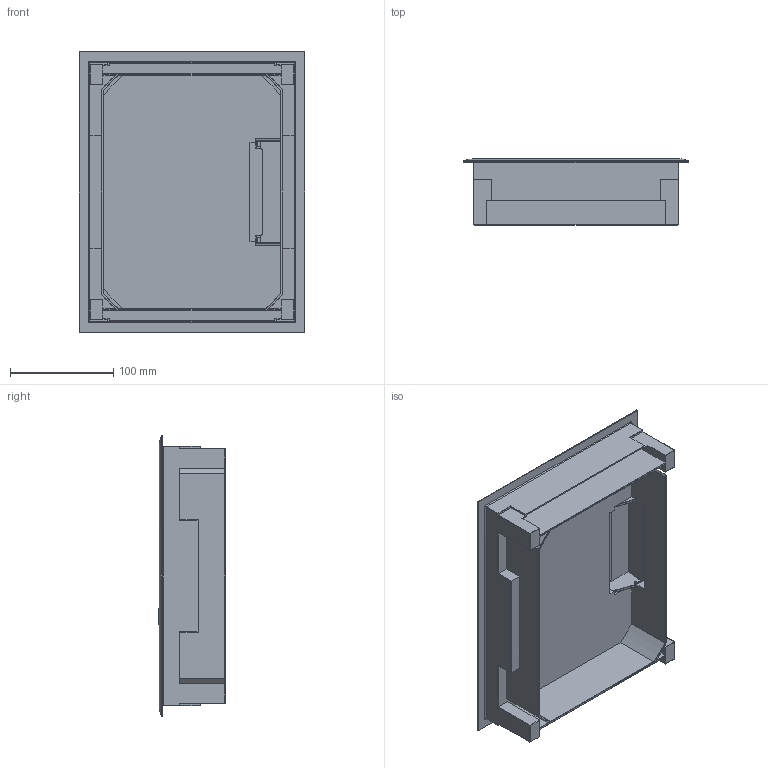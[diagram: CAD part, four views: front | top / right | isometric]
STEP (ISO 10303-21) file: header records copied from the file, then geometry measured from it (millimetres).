
FILE_DESCRIPTION (( 'STEP AP203' ), '1' );
FILE_NAME ('VE0912.STEP', '2022-08-05T09:51:27', ( '' ), ( '' ), 'SwSTEP 2.0', 'SolidWorks 2019', '' );
FILE_SCHEMA (( 'CONFIG_CONTROL_DESIGN' ));
Length unit declared in the file: millimetre
Products named in the file (4): Rahmen VE09 R12_Rahmen VE09 R12 9005; VE0912; Klappe VE09 R12_Klappe VE09 R12 9005; Schnurauslass VQ12-VE09_Schnurauslass Hager
Assembly tree (3 placements, depth 2):
  VE0912
    Rahmen VE09 R12_Rahmen VE09 R12 9005
    Klappe VE09 R12_Klappe VE09 R12 9005
    Schnurauslass VQ12-VE09_Schnurauslass Hager
Bounding box: 219 x 64.3 x 272 mm (x, y, z)
Volume: 582446.9 mm3; surface area: 303531.2 mm2
Topology: 3 solids, 3 shells, 392 faces, 1008 edges, 623 vertices
Faces by surface type: plane 189, cylinder 154, bspline 26, torus 16, sphere 7
Entity records: 12844 total; most frequent: CARTESIAN_POINT 3489, ORIENTED_EDGE 1992, DIRECTION 1710, EDGE_CURVE 996, LINE 682, VECTOR 682, VERTEX_POINT 623, AXIS2_PLACEMENT_3D 514
